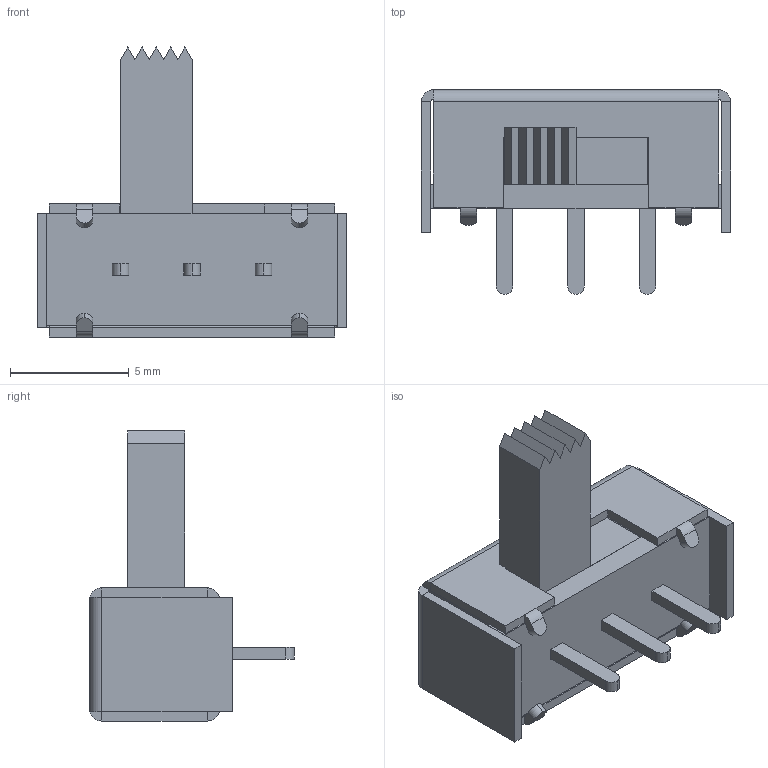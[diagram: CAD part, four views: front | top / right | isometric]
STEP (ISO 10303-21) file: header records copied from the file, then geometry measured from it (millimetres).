
FILE_DESCRIPTION (( 'STEP AP214' ), '1' );
FILE_NAME ('User Library-Assem1-20.STEP', '2022-01-05T14:48:23', ( '' ), ( '' ), 'SwSTEP 2.0', 'SolidWorks 2021', '' );
FILE_SCHEMA (( 'AUTOMOTIVE_DESIGN' ));
Length unit declared in the file: millimetre
Products named in the file (5): Part1; Part3; User Library-Assem1-20; Part2; Part4
Assembly tree (6 placements, depth 2):
  User Library-Assem1-20
    Part3
    Part2
    Part4
    Part1  x3
Bounding box: 13 x 8.6 x 12.2 mm (x, y, z)
Volume: 342.5 mm3; surface area: 963.6 mm2
Topology: 6 solids, 6 shells, 177 faces, 448 edges, 284 vertices
Faces by surface type: plane 139, cylinder 38
Entity records: 4704 total; most frequent: CARTESIAN_POINT 782, DIRECTION 766, ORIENTED_EDGE 764, EDGE_CURVE 382, VECTOR 318, LINE 318, VERTEX_POINT 240, AXIS2_PLACEMENT_3D 224
